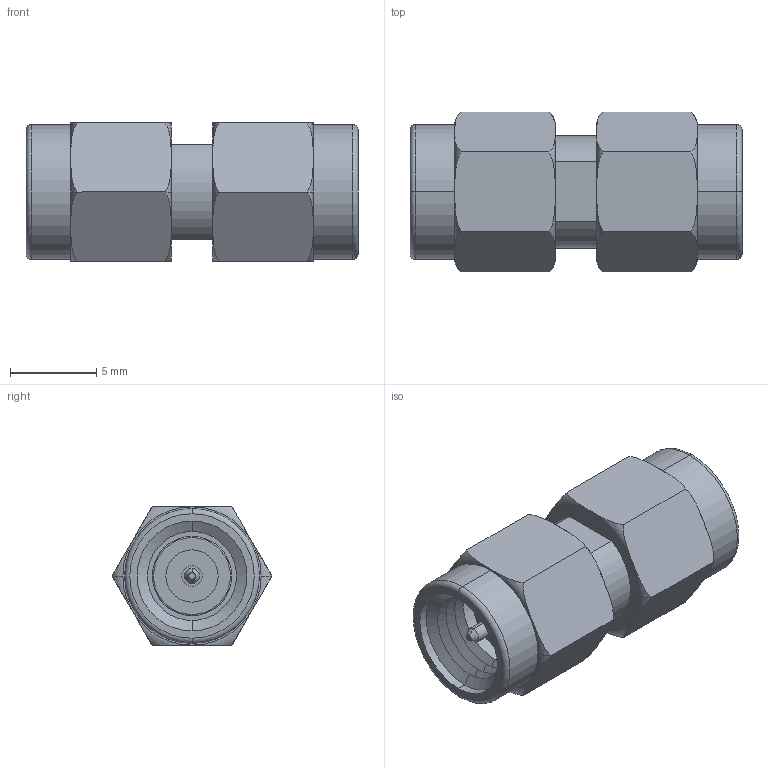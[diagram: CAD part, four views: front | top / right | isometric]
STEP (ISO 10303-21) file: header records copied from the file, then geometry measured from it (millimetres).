
FILE_DESCRIPTION (( 'STEP AP214' ), '1' );
FILE_NAME ('FMAD10065_3D.step', '2025-02-24T20:24:15', ( '' ), ( '' ), 'SwSTEP 2.0', 'SolidWorks 2022', '' );
FILE_SCHEMA (( 'AUTOMOTIVE_DESIGN' ));
Length unit declared in the file: inch
Products named in the file (1): FMAD10065_3D
Bounding box: 19.2 x 9.24 x 8 mm (x, y, z)
Volume: 678.1 mm3; surface area: 1109.8 mm2
Topology: 1 solids, 1 shells, 112 faces, 232 edges, 136 vertices
Faces by surface type: cone 36, cylinder 30, plane 30, torus 16
Entity records: 3368 total; most frequent: CARTESIAN_POINT 905, DIRECTION 558, ORIENTED_EDGE 464, AXIS2_PLACEMENT_3D 237, EDGE_CURVE 232, VERTEX_POINT 136, EDGE_LOOP 126, CIRCLE 124
